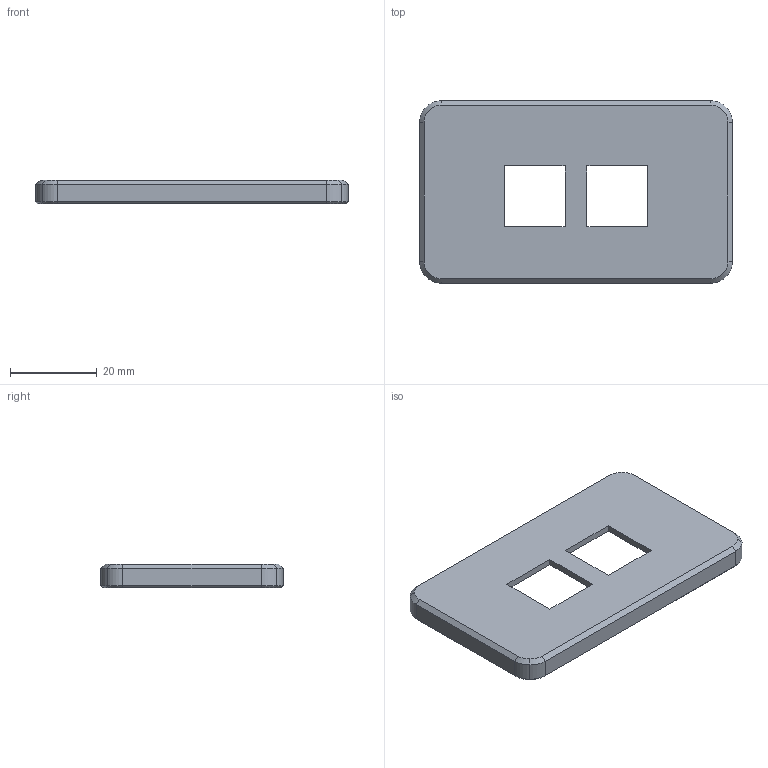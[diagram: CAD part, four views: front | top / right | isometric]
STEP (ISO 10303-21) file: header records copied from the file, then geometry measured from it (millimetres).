
FILE_DESCRIPTION (( 'STEP AP214' ), '1' );
FILE_NAME ('Case_Upper.STEP', '2021-12-31T20:37:52', ( '' ), ( '' ), 'SwSTEP 2.0', 'SolidWorks 2018', '' );
FILE_SCHEMA (( 'AUTOMOTIVE_DESIGN' ));
Length unit declared in the file: inch
Products named in the file (3): top new.step; Case_Upper; Case Assembly.step
Assembly tree (2 placements, depth 3):
  Case_Upper
    Case Assembly.step
      top new.step
Bounding box: 72 x 42 x 5.5 mm (x, y, z)
Volume: 8328.2 mm3; surface area: 7189.9 mm2
Topology: 1 solids, 1 shells, 67 faces, 159 edges, 98 vertices
Faces by surface type: plane 35, cylinder 16, cone 16
Entity records: 2019 total; most frequent: DIRECTION 353, CARTESIAN_POINT 330, ORIENTED_EDGE 318, EDGE_CURVE 159, AXIS2_PLACEMENT_3D 121, VECTOR 111, LINE 111, VERTEX_POINT 98
